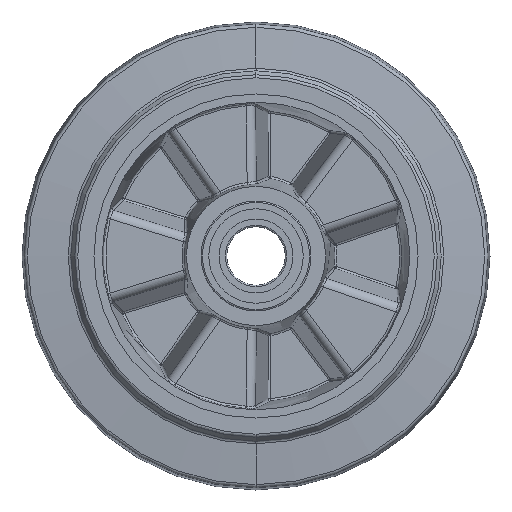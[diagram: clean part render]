
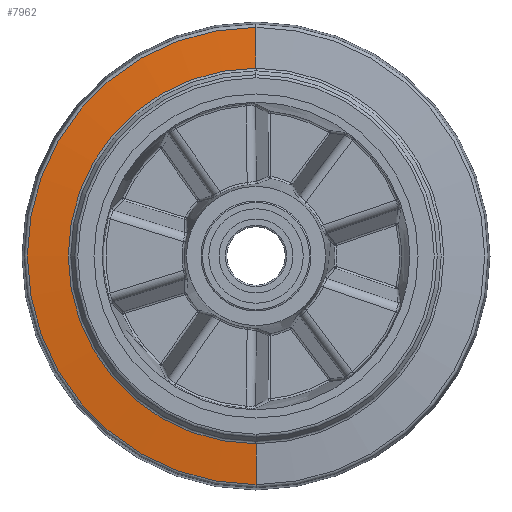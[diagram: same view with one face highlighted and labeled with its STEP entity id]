
A CAD part, left-side view. The second image highlights one B-rep face of the part: STEP entity #7962.
In plain terms, the highlighted conical face has half-angle 84.144 degrees and reference radius 99 mm.
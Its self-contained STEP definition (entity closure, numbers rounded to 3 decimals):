
#1238 = VECTOR ( 'NONE', #2022, 1000. ) ;
#1244 = CARTESIAN_POINT ( 'NONE',  ( 9.075, 0., 80.23 ) ) ;
#1355 = EDGE_CURVE ( 'NONE', #18169, #14637, #7648, .T. ) ;
#2022 = DIRECTION ( 'NONE',  ( 0.102, 0., 0.995 ) ) ;
#2488 = VECTOR ( 'NONE', #13785, 1000. ) ;
#2764 = CARTESIAN_POINT ( 'NONE',  ( 11., 0., -99. ) ) ;
#5245 = DIRECTION ( 'NONE',  ( 1., 0., 0. ) ) ;
#5804 = CIRCLE ( 'NONE', #18776, 97.723 ) ;
#5812 = AXIS2_PLACEMENT_3D ( 'NONE', #8132, #5245, #8535 ) ;
#5994 = AXIS2_PLACEMENT_3D ( 'NONE', #17450, #11309, #9492 ) ;
#7642 = FACE_OUTER_BOUND ( 'NONE', #18261, .T. ) ;
#7648 = CIRCLE ( 'NONE', #5812, 80.23 ) ;
#7918 = CARTESIAN_POINT ( 'NONE',  ( 9.075, 0., -80.23 ) ) ;
#7962 = ADVANCED_FACE ( 'NONE', ( #7642 ), #11960, .T. ) ;
#8132 = CARTESIAN_POINT ( 'NONE',  ( 9.075, 0., 0. ) ) ;
#8535 = DIRECTION ( 'NONE',  ( 0., 0., -1. ) ) ;
#9492 = DIRECTION ( 'NONE',  ( 0., 0., -1. ) ) ;
#10192 = EDGE_CURVE ( 'NONE', #13373, #13974, #5804, .T. ) ;
#10778 = DIRECTION ( 'NONE',  ( -1., 0., 0. ) ) ;
#11309 = DIRECTION ( 'NONE',  ( 1., 0., 0. ) ) ;
#11657 = EDGE_CURVE ( 'NONE', #14637, #13373, #16192, .T. ) ;
#11960 = CONICAL_SURFACE ( 'NONE', #5994, 99., 1.469 ) ;
#12121 = ORIENTED_EDGE ( 'NONE', *, *, #1355, .T. ) ;
#13043 = EDGE_CURVE ( 'NONE', #18169, #13974, #14501, .T. ) ;
#13373 = VERTEX_POINT ( 'NONE', #17426 ) ;
#13785 = DIRECTION ( 'NONE',  ( 0.102, 0., -0.995 ) ) ;
#13974 = VERTEX_POINT ( 'NONE', #16201 ) ;
#14492 = ORIENTED_EDGE ( 'NONE', *, *, #10192, .T. ) ;
#14501 = LINE ( 'NONE', #2764, #2488 ) ;
#14637 = VERTEX_POINT ( 'NONE', #1244 ) ;
#15542 = DIRECTION ( 'NONE',  ( 0., 0., 1. ) ) ;
#16192 = LINE ( 'NONE', #18831, #1238 ) ;
#16201 = CARTESIAN_POINT ( 'NONE',  ( 10.869, 0., -97.723 ) ) ;
#16451 = ORIENTED_EDGE ( 'NONE', *, *, #11657, .T. ) ;
#17426 = CARTESIAN_POINT ( 'NONE',  ( 10.869, 0., 97.723 ) ) ;
#17450 = CARTESIAN_POINT ( 'NONE',  ( 11., 0., 0. ) ) ;
#18169 = VERTEX_POINT ( 'NONE', #7918 ) ;
#18261 = EDGE_LOOP ( 'NONE', ( #12121, #16451, #14492, #18444 ) ) ;
#18444 = ORIENTED_EDGE ( 'NONE', *, *, #13043, .F. ) ;
#18776 = AXIS2_PLACEMENT_3D ( 'NONE', #19985, #10778, #15542 ) ;
#18831 = CARTESIAN_POINT ( 'NONE',  ( 11., 0., 99. ) ) ;
#19985 = CARTESIAN_POINT ( 'NONE',  ( 10.869, 0., 0. ) ) ;
